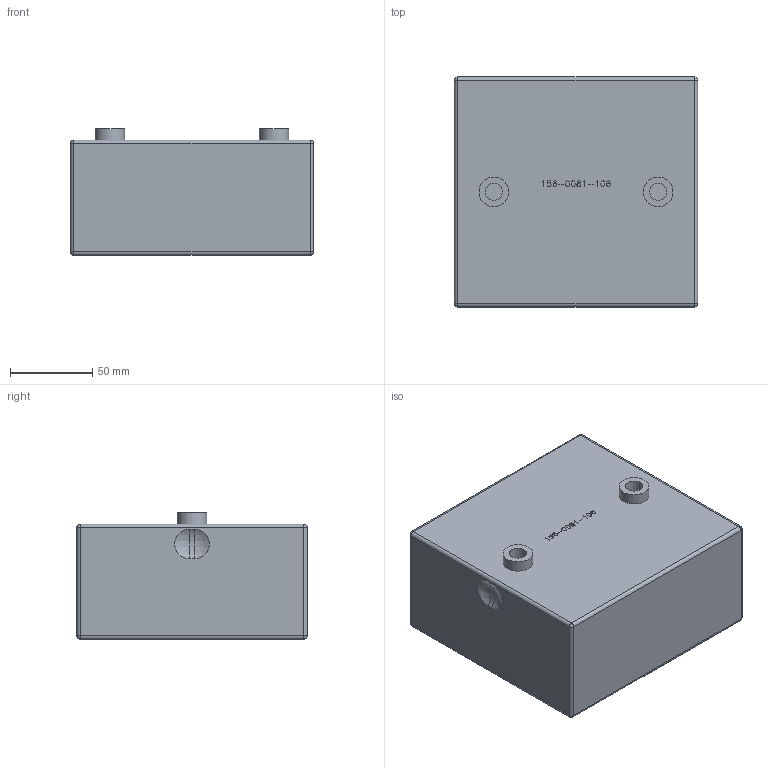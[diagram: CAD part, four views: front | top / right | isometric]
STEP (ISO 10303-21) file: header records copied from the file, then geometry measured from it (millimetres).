
FILE_DESCRIPTION((''),'2;1');
FILE_NAME('5FJ1550-15-70.stp','2014-05-01T15:46:47',('Dayne Stauffer'),(''),'Autodesk Inventor 2013','Autodesk Inventor 2013','');
FILE_SCHEMA(('AUTOMOTIVE_DESIGN { 1 0 10303 214 1 1 1 1 }'));
Length unit declared in the file: millimetre
Products named in the file (1): 5FJ1550-15-70
Bounding box: 148 x 140 x 77 mm (x, y, z)
Volume: 1419579.3 mm3; surface area: 89862.9 mm2
Topology: 1 solids, 1 shells, 389 faces, 1054 edges, 690 vertices
Faces by surface type: plane 351, cylinder 24, sphere 12, cone 2
Full cylindrical faces by diameter (mm): 10.5 x2, 18 x4, 20 x4
Entity records: 12278 total; most frequent: CARTESIAN_POINT 2106, ORIENTED_EDGE 2060, DIRECTION 1864, EDGE_CURVE 1030, VECTOR 976, LINE 976, VERTEX_POINT 686, AXIS2_PLACEMENT_3D 444
